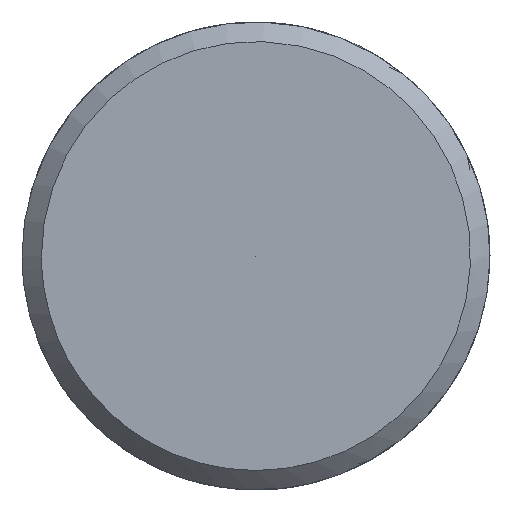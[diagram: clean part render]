
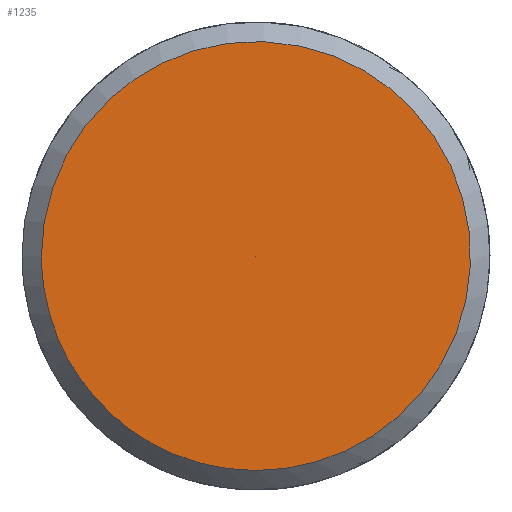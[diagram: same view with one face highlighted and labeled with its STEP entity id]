
A CAD part, left-side view. The second image highlights one B-rep face of the part: STEP entity #1235.
In plain terms, the highlighted free-form (B-spline) face has degree [5, 1] with [6, 2] control points.
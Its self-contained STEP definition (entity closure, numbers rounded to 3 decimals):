
#1163 = CARTESIAN_POINT ('', (-57., 2.75, 0.));
#1164 = VERTEX_POINT ('', #1163);
#1172 = CARTESIAN_POINT ('', (-57., 2.75, 0.));
#1173 = CARTESIAN_POINT ('', (-57., 2.75, 11.));
#1174 = CARTESIAN_POINT ('', (-57., -8.25, 5.5));
#1175 = CARTESIAN_POINT ('', (-57., -8.25, -5.5));
#1176 = CARTESIAN_POINT ('', (-57., 2.75, -11.));
#1177 = CARTESIAN_POINT ('', (-57., 2.75, 0.));
#1178 = (
   BOUNDED_CURVE ()
   B_SPLINE_CURVE (5, (#1172, #1173, #1174, #1175, #1176, #1177), .UNSPECIFIED., .T., .U.)
   B_SPLINE_CURVE_WITH_KNOTS ((6, 6), (0., 1.), .UNSPECIFIED.)
   CURVE ()
   GEOMETRIC_REPRESENTATION_ITEM ()
   RATIONAL_B_SPLINE_CURVE ((5., 1., 1., 1., 1., 5.))
   REPRESENTATION_ITEM ('')
);
#1179 = EDGE_CURVE ('', #1164, #1164, #1178, .T.);
#1211 = CARTESIAN_POINT ('', (-57., 0., 0.));
#1212 = VERTEX_POINT ('', #1211);
#1213 = CARTESIAN_POINT ('', (-57., 0., 0.));
#1214 = CARTESIAN_POINT ('', (-57., 2.75, 0.));
#1215 = B_SPLINE_CURVE_WITH_KNOTS ('', 1, (#1213, #1214), .UNSPECIFIED., .F., .U., (2, 2), (0., 1.), .UNSPECIFIED.);
#1216 = EDGE_CURVE ('', #1212, #1164, #1215, .T.);
#1217 = ORIENTED_EDGE ('', *, *, #1216, .F.);
#1218 = ORIENTED_EDGE ('', *, *, #1216, .T.);
#1219 = ORIENTED_EDGE ('', *, *, #1179, .F.);
#1220 = EDGE_LOOP ('', (#1217, #1218, #1219));
#1221 = FACE_OUTER_BOUND ('', #1220, .T.);
#1222 = CARTESIAN_POINT ('', (-57., 0., 0.));
#1223 = CARTESIAN_POINT ('', (-57., 2.75, 0.));
#1224 = CARTESIAN_POINT ('', (-57., 0., 0.));
#1225 = CARTESIAN_POINT ('', (-57., 2.75, 11.));
#1226 = CARTESIAN_POINT ('', (-57., 0., 0.));
#1227 = CARTESIAN_POINT ('', (-57., -8.25, 5.5));
#1228 = CARTESIAN_POINT ('', (-57., 0., 0.));
#1229 = CARTESIAN_POINT ('', (-57., -8.25, -5.5));
#1230 = CARTESIAN_POINT ('', (-57., 0., 0.));
#1231 = CARTESIAN_POINT ('', (-57., 2.75, -11.));
#1232 = CARTESIAN_POINT ('', (-57., 0., 0.));
#1233 = CARTESIAN_POINT ('', (-57., 2.75, 0.));
#1234 = (
   BOUNDED_SURFACE ()
   B_SPLINE_SURFACE (5, 1, ((#1222, #1223), (#1224, #1225), (#1226, #1227), (#1228, #1229), (#1230, #1231), (#1232, #1233)), .UNSPECIFIED., .T., .F., .U.)
   B_SPLINE_SURFACE_WITH_KNOTS ((6, 6), (2, 2), (0., 1.), (0., 1.), .UNSPECIFIED.)
   SURFACE ()
   GEOMETRIC_REPRESENTATION_ITEM ()
   RATIONAL_B_SPLINE_SURFACE (((5., 5.), (1., 1.), (1., 1.), (1., 1.), (1., 1.), (5., 5.)))
   REPRESENTATION_ITEM ('')
);
#1235 = ADVANCED_FACE ('', (#1221), #1234, .T.);
